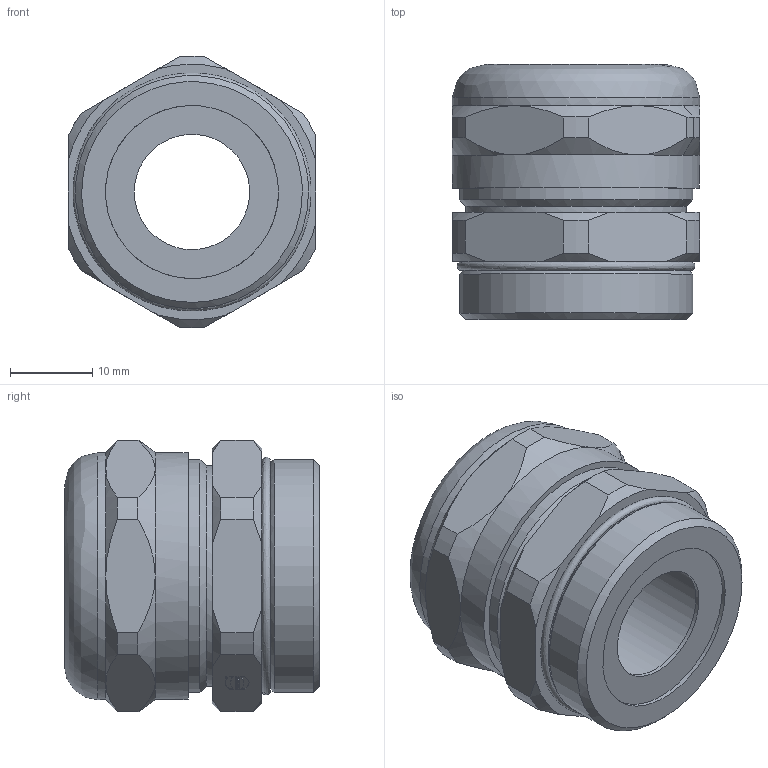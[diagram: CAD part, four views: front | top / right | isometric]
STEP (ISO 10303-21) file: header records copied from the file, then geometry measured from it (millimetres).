
FILE_DESCRIPTION(( 'HARTING HARTING HARTING HARTING HARTING HARTING HARTING HARTING HARTING', 'This Document is valid for Parts No. 09 00 000 5093'),'2;1');
FILE_NAME('MD_09000005093_R410278.stp', '2011-01-07T15:45:56',('ITIS-4b'),('HARTING KGaA, D-32339 Espelkamp'), 'I-DEAS Master Series 10','HP-UNIX','Yes');
FILE_SCHEMA(('AUTOMOTIVE_DESIGN { 1 0 10303 214 1 1 1 1 }'));
Length unit declared in the file: millimetre
Products named in the file (1): MD 09 00 000 5093
Bounding box: 30 x 30.94 x 33 mm (x, y, z)
Volume: 12490.3 mm3; surface area: 8018.3 mm2
Topology: 1 solids, 2 shells, 184 faces, 447 edges, 291 vertices
Faces by surface type: bspline 184
Entity records: 6077 total; most frequent: CARTESIAN_POINT 3081, ORIENTED_EDGE 894, EDGE_CURVE 447, VERTEX_POINT 291, OVER_RIDING_STYLED_ITEM 276, EDGE_LOOP 212, FACE_OUTER_BOUND 184, ADVANCED_FACE 184
